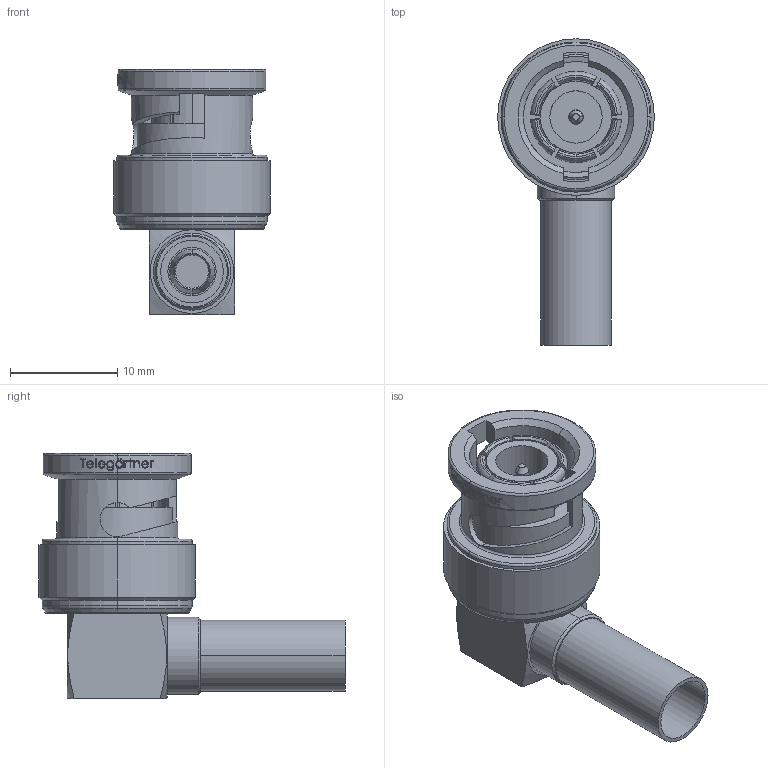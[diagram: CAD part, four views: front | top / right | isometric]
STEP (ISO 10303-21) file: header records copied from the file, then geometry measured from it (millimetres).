
FILE_DESCRIPTION (( 'STEP AP214' ), '1' );
FILE_NAME ('J01000A1258.STEP', '2014-09-05T13:27:12', ( '' ), ( '' ), 'SwSTEP 2.0', 'SolidWorks 2014', '' );
FILE_SCHEMA (( 'AUTOMOTIVE_DESIGN' ));
Length unit declared in the file: millimetre
Products named in the file (1): J01000A1258
Bounding box: 14.6 x 28.55 x 22.85 mm (x, y, z)
Volume: 2612.6 mm3; surface area: 2418.1 mm2
Topology: 1 solids, 1 shells, 313 faces, 808 edges, 526 vertices
Faces by surface type: plane 109, bspline 78, cylinder 74, cone 34, torus 18
Entity records: 15884 total; most frequent: CARTESIAN_POINT 5429, ORIENTED_EDGE 1616, DIRECTION 1240, EDGE_CURVE 808, VERTEX_POINT 526, AXIS2_PLACEMENT_3D 446, EDGE_LOOP 350, VECTOR 348
